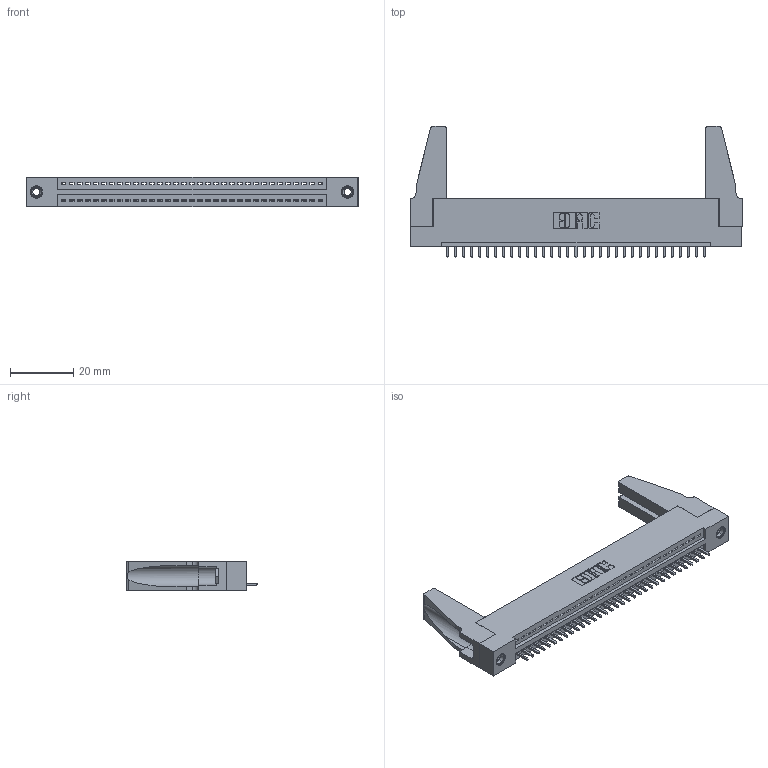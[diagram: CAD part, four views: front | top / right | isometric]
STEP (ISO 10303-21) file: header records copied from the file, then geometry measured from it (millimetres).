
FILE_DESCRIPTION (( 'STEP AP203' ), '1' );
FILE_NAME ('345-033-521-188.STEP', '2019-10-07T15:36:37', ( '' ), ( '' ), 'SwSTEP 2.0', 'SolidWorks 2016', '' );
FILE_SCHEMA (( 'CONFIG_CONTROL_DESIGN' ));
Length unit declared in the file: inch
Products named in the file (5): 345 Part_Flush Mounting Lugs - 0.156 Dia-TH; 345-220-078_345-220-088; 345-292-001_345-293-121; 345-250-001_345-250-001-102; 345-033-521-188
Assembly tree (38 placements, depth 2):
  345-033-521-188
    345 Part_Flush Mounting Lugs - 0.156 Dia-TH
    345-292-001_345-293-121  x33
    345-250-001_345-250-001-102  x2
    345-220-078_345-220-088  x2
Bounding box: 105.05 x 41.58 x 9.4 mm (x, y, z)
Volume: 13063.1 mm3; surface area: 15677.1 mm2
Topology: 38 solids, 38 shells, 2164 faces, 6463 edges, 4254 vertices
Faces by surface type: plane 1472, cylinder 676, cone 12, torus 4
Entity records: 28214 total; most frequent: CARTESIAN_POINT 4877, ORIENTED_EDGE 4804, DIRECTION 4280, EDGE_CURVE 2402, VECTOR 2096, LINE 2096, VERTEX_POINT 1594, AXIS2_PLACEMENT_3D 1092
